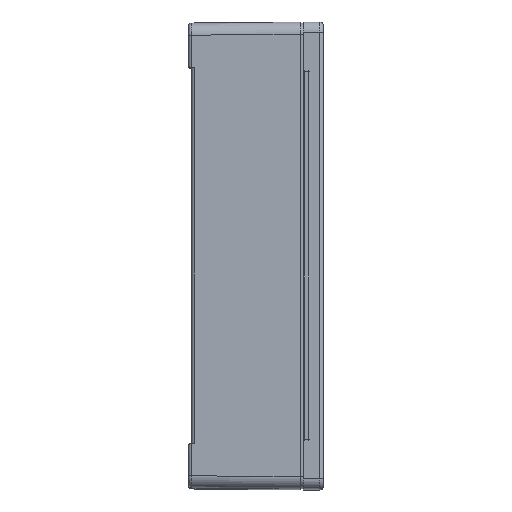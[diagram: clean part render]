
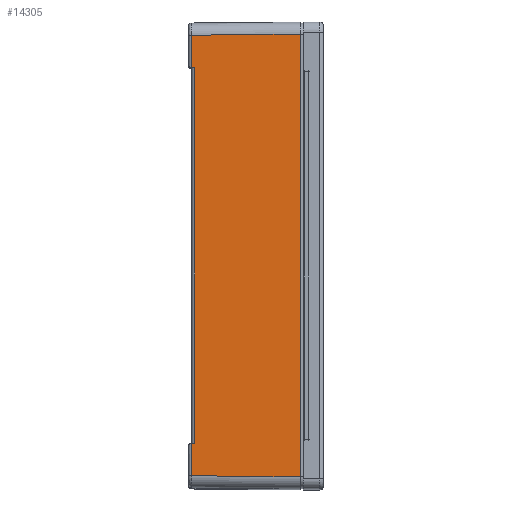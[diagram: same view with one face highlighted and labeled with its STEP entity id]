
A CAD part, top view. The second image highlights one B-rep face of the part: STEP entity #14305.
In plain terms, the highlighted planar face has unit normal (-0.009, 0, 1).
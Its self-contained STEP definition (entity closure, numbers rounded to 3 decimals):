
#838=LINE('',#26385,#1934);
#847=LINE('',#26429,#1943);
#874=LINE('',#26651,#1970);
#876=LINE('',#26656,#1972);
#877=LINE('',#26658,#1973);
#878=LINE('',#26659,#1974);
#879=LINE('',#26660,#1975);
#880=LINE('',#26661,#1976);
#1934=VECTOR('',#19204,1.6);
#1943=VECTOR('',#19259,1.6);
#1970=VECTOR('',#19402,18.5);
#1972=VECTOR('',#19408,5.352);
#1973=VECTOR('',#19409,21.8);
#1974=VECTOR('',#19410,5.352);
#1975=VECTOR('',#19411,0.149);
#1976=VECTOR('',#19412,0.149);
#2454=ELLIPSE('',#15733,0.15,0.15);
#2455=ELLIPSE('',#15750,0.15,0.15);
#2672=PLANE('',#15817);
#3901=FACE_OUTER_BOUND('',#4897,.T.);
#4897=EDGE_LOOP('',(#12024,#12025,#12026,#12027,#12028,#12029,#12030,#12031,
#12032,#12033));
#6950=VERTEX_POINT('',#25801);
#7000=VERTEX_POINT('',#26347);
#7010=VERTEX_POINT('',#26377);
#7011=VERTEX_POINT('',#26379);
#7019=VERTEX_POINT('',#26411);
#7020=VERTEX_POINT('',#26413);
#7060=VERTEX_POINT('',#26648);
#7061=VERTEX_POINT('',#26650);
#7062=VERTEX_POINT('',#26655);
#7063=VERTEX_POINT('',#26657);
#8761=EDGE_CURVE('',#7010,#7011,#2454,.T.);
#8764=EDGE_CURVE('',#7000,#7010,#838,.T.);
#8778=EDGE_CURVE('',#7019,#7020,#2455,.T.);
#8786=EDGE_CURVE('',#7020,#6950,#847,.T.);
#8848=EDGE_CURVE('',#7060,#7061,#874,.T.);
#8851=EDGE_CURVE('',#7062,#7000,#876,.T.);
#8852=EDGE_CURVE('',#7063,#7062,#877,.T.);
#8853=EDGE_CURVE('',#6950,#7063,#878,.T.);
#8854=EDGE_CURVE('',#7061,#7019,#879,.T.);
#8855=EDGE_CURVE('',#7011,#7060,#880,.T.);
#12024=ORIENTED_EDGE('',*,*,#8764,.F.);
#12025=ORIENTED_EDGE('',*,*,#8851,.F.);
#12026=ORIENTED_EDGE('',*,*,#8852,.F.);
#12027=ORIENTED_EDGE('',*,*,#8853,.F.);
#12028=ORIENTED_EDGE('',*,*,#8786,.F.);
#12029=ORIENTED_EDGE('',*,*,#8778,.F.);
#12030=ORIENTED_EDGE('',*,*,#8854,.F.);
#12031=ORIENTED_EDGE('',*,*,#8848,.F.);
#12032=ORIENTED_EDGE('',*,*,#8855,.F.);
#12033=ORIENTED_EDGE('',*,*,#8761,.F.);
#14305=ADVANCED_FACE('',(#3901),#2672,.F.);
#15733=AXIS2_PLACEMENT_3D('',#26380,#19198,#19199);
#15750=AXIS2_PLACEMENT_3D('',#26414,#19240,#19241);
#15817=AXIS2_PLACEMENT_3D('',#26654,#19406,#19407);
#19198=DIRECTION('center_axis',(0.009,0.,-1.));
#19199=DIRECTION('ref_axis',(-1.,0.,-0.009));
#19204=DIRECTION('',(0.,1.,0.));
#19240=DIRECTION('center_axis',(0.009,0.,-1.));
#19241=DIRECTION('ref_axis',(-1.,0.,-0.009));
#19259=DIRECTION('',(0.,1.,0.));
#19402=DIRECTION('',(0.,1.,0.));
#19406=DIRECTION('center_axis',(0.009,0.,-1.));
#19407=DIRECTION('ref_axis',(-1.,0.,-0.009));
#19408=DIRECTION('',(-1.,0.009,-0.009));
#19409=DIRECTION('',(0.,-1.,0.));
#19410=DIRECTION('',(1.,0.009,0.009));
#19411=DIRECTION('',(-1.,0.,-0.009));
#19412=DIRECTION('',(1.,0.,0.009));
#25801=CARTESIAN_POINT('',(-0.001,10.85,14.95));
#26347=CARTESIAN_POINT('',(-0.001,-10.85,14.95));
#26377=CARTESIAN_POINT('',(-0.001,-9.25,14.95));
#26379=CARTESIAN_POINT('',(0.,-9.25,14.95));
#26380=CARTESIAN_POINT('Origin',(0.,-9.4,14.95));
#26385=CARTESIAN_POINT('',(-0.001,-10.85,14.95));
#26411=CARTESIAN_POINT('',(0.,9.25,14.95));
#26413=CARTESIAN_POINT('',(-0.001,9.25,14.95));
#26414=CARTESIAN_POINT('Origin',(0.,9.4,14.95));
#26429=CARTESIAN_POINT('',(-0.001,9.25,14.95));
#26648=CARTESIAN_POINT('',(0.149,-9.25,14.952));
#26650=CARTESIAN_POINT('',(0.149,9.25,14.952));
#26651=CARTESIAN_POINT('',(0.149,-9.25,14.952));
#26654=CARTESIAN_POINT('Origin',(0.,-11.5,14.95));
#26655=CARTESIAN_POINT('',(5.35,-10.9,15.));
#26656=CARTESIAN_POINT('',(5.35,-10.9,15.));
#26657=CARTESIAN_POINT('',(5.35,10.9,15.));
#26658=CARTESIAN_POINT('',(5.35,10.9,15.));
#26659=CARTESIAN_POINT('',(-0.001,10.85,14.95));
#26660=CARTESIAN_POINT('',(0.149,9.25,14.952));
#26661=CARTESIAN_POINT('',(0.,-9.25,14.95));
